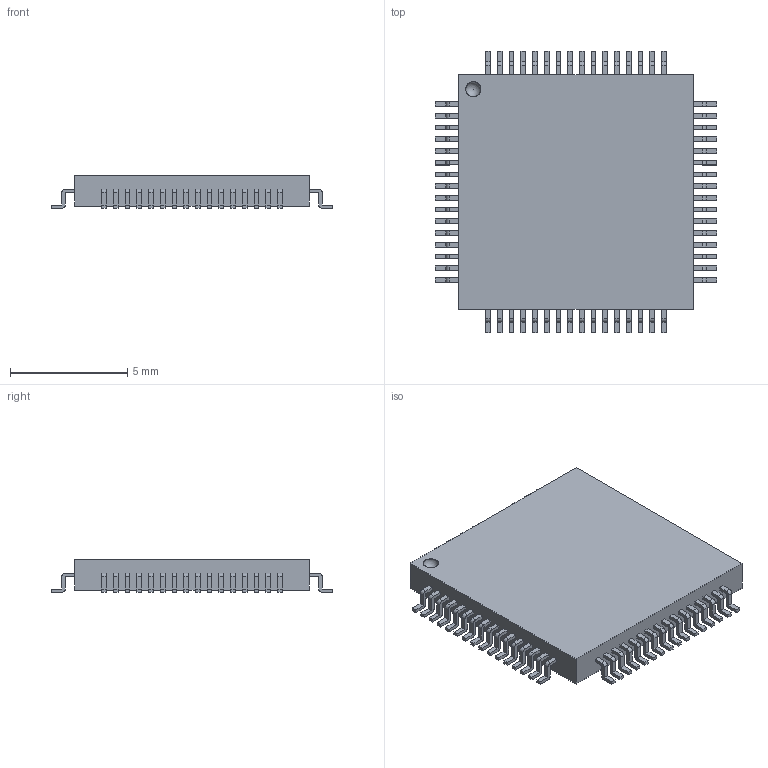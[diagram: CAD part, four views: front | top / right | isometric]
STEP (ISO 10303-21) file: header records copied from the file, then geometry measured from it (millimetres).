
FILE_DESCRIPTION( ( '' ), ' ' );
FILE_NAME( '5a4d38dde07917101dfe5212.step', '2018-01-03T20:11:10', ( '' ), ( '' ), ' ', ' ', ' ' );
FILE_SCHEMA( ( 'AUTOMOTIVE_DESIGN { 1 0 10303 214 1 1 1 1 }' ) );
Length unit declared in the file: metre
Products named in the file (66): Part 66; Part 65; Open CASCADE STEP translator 6.8 130; Open CASCADE STEP translator 6.8 129; Open CASCADE STEP translator 6.8 128; Open CASCADE STEP translator 6.8 127; Open CASCADE STEP translator 6.8 126; Open CASCADE STEP translator 6.8 125; Open CASCADE STEP translator 6.8 124; Open CASCADE STEP translator 6.8 123; Open CASCADE STEP translator 6.8 122; Open CASCADE STEP translator 6.8 121; Open CASCADE STEP translator 6.8 120; Open CASCADE STEP translator 6.8 119; Open CASCADE STEP translator 6.8 118; Open CASCADE STEP translator 6.8 117; Open CASCADE STEP translator 6.8 116; Open CASCADE STEP translator 6.8 115; Open CASCADE STEP translator 6.8 114; Open CASCADE STEP translator 6.8 113; Open CASCADE STEP translator 6.8 112; Open CASCADE STEP translator 6.8 111; Open CASCADE STEP translator 6.8 110; Open CASCADE STEP translator 6.8 109; Open CASCADE STEP translator 6.8 108; Open CASCADE STEP translator 6.8 107; Open CASCADE STEP translator 6.8 106; Open CASCADE STEP translator 6.8 105; Open CASCADE STEP translator 6.8 104; Open CASCADE STEP translator 6.8 103; Open CASCADE STEP translator 6.8 102; Open CASCADE STEP translator 6.8 101; Open CASCADE STEP translator 6.8 100; Open CASCADE STEP translator 6.8 99; Open CASCADE STEP translator 6.8 98; Open CASCADE STEP translator 6.8 97; Open CASCADE STEP translator 6.8 96; Open CASCADE STEP translator 6.8 95; Open CASCADE STEP translator 6.8 94; Open CASCADE STEP translator 6.8 93 ...
Bounding box: 12 x 12 x 1.4 mm (x, y, z)
Volume: 132.9 mm3; surface area: 328.7 mm2
Topology: 66 solids, 66 shells, 778 faces, 1941 edges, 1294 vertices
Faces by surface type: plane 647, cylinder 128, sphere 3
Entity records: 39417 total; most frequent: CARTESIAN_POINT 4139, ORIENTED_EDGE 3870, DIRECTION 3864, STYLED_ITEM 2698, PRESENTATION_STYLE_ASSIGNMENT 2698, COLOUR_RGB 2698, EDGE_CURVE 1935, CURVE_STYLE 1920
